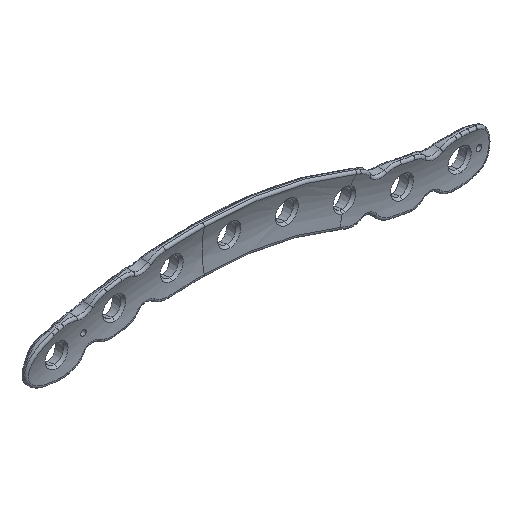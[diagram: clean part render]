
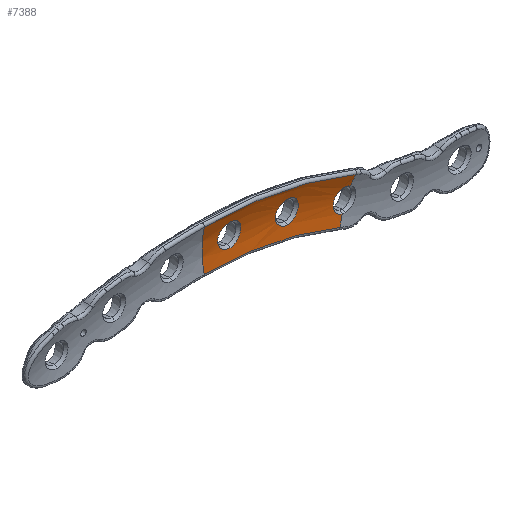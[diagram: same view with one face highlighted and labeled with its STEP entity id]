
A CAD part, isometric view. The second image highlights one B-rep face of the part: STEP entity #7388.
In plain terms, the highlighted toroidal (fillet/blend) face has major radius 84.5 mm and minor radius 20 mm.
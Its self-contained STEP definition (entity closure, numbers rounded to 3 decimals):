
#166=CARTESIAN_POINT('',(-22.046,-0.154,
1.54));
#378=CARTESIAN_POINT('',(-23.953,-0.154,
-3.038));
#1423=CARTESIAN_POINT('',(-23.953,-0.154,
-3.038));
#1424=CARTESIAN_POINT('',(-24.219,-0.158,
-2.964));
#1425=CARTESIAN_POINT('',(-24.732,-0.156,
-2.731));
#1426=CARTESIAN_POINT('',(-25.355,-0.119,
-2.162));
#1427=CARTESIAN_POINT('',(-25.76,-0.067,
-1.448));
#1428=CARTESIAN_POINT('',(-25.92,-0.02,
-0.655));
#1429=CARTESIAN_POINT('',(-25.821,0.004,
0.137));
#1430=CARTESIAN_POINT('',(-25.472,-0.003,
0.857));
#1431=CARTESIAN_POINT('',(-24.904,-0.04,
1.436));
#1432=CARTESIAN_POINT('',(-24.149,-0.093,
1.815));
#1433=CARTESIAN_POINT('',(-23.596,-0.124,
1.892));
#1434=CARTESIAN_POINT('',(-23.322,-0.135,
1.888));
#1436=CARTESIAN_POINT('',(-23.,-20.,-0.75));
#1437=DIRECTION('',(0.923,0.,-0.385));
#1438=DIRECTION('',(-0.089,0.973,-0.214));
#1439=AXIS2_PLACEMENT_3D('',#1436,#1437,#1438);
#1441=CARTESIAN_POINT('',(-55.5,-0.544,-78.75));
#1442=DIRECTION('',(0.,1.,0.));
#1443=DIRECTION('',(0.,0.,1.));
#1444=AXIS2_PLACEMENT_3D('',#1441,#1442,#1443);
#1446=CARTESIAN_POINT('',(-55.5,-0.544,-78.75));
#1447=DIRECTION('',(0.,-1.,0.));
#1448=DIRECTION('',(0.385,0.,0.923));
#1449=AXIS2_PLACEMENT_3D('',#1446,#1447,#1448);
#1451=CARTESIAN_POINT('',(-23.,-20.,-0.75));
#1452=DIRECTION('',(0.923,0.,-0.385));
#1453=DIRECTION('',(0.048,0.992,0.114));
#1454=AXIS2_PLACEMENT_3D('',#1451,#1452,#1453);
#1456=CARTESIAN_POINT('',(-23.322,-0.135,
1.888));
#1457=CARTESIAN_POINT('',(-23.175,-0.141,
1.886));
#1458=CARTESIAN_POINT('',(-22.882,-0.151,
1.856));
#1459=CARTESIAN_POINT('',(-22.458,-0.158,
1.743));
#1460=CARTESIAN_POINT('',(-22.178,-0.157,
1.614));
#1461=CARTESIAN_POINT('',(-22.046,-0.154,
1.54));
#1463=CARTESIAN_POINT('',(-36.313,-0.15,
6.052));
#1464=CARTESIAN_POINT('',(-36.036,-0.157,
6.05));
#1465=CARTESIAN_POINT('',(-35.479,-0.162,
5.957));
#1466=CARTESIAN_POINT('',(-34.726,-0.136,
5.567));
#1467=CARTESIAN_POINT('',(-34.14,-0.088,
4.972));
#1468=CARTESIAN_POINT('',(-33.776,-0.037,
4.238));
#1469=CARTESIAN_POINT('',(-33.665,-0.003,
3.45));
#1470=CARTESIAN_POINT('',(-33.804,0.004,
2.678));
#1471=CARTESIAN_POINT('',(-34.179,-0.02,
1.991));
#1472=CARTESIAN_POINT('',(-34.75,-0.066,
1.448));
#1473=CARTESIAN_POINT('',(-35.489,-0.118,
1.097));
#1474=CARTESIAN_POINT('',(-36.021,-0.142,
1.024));
#1475=CARTESIAN_POINT('',(-36.286,-0.15,
1.027));
#1477=CARTESIAN_POINT('',(-36.286,-0.15,
1.027));
#1478=CARTESIAN_POINT('',(-36.558,-0.157,
1.03));
#1479=CARTESIAN_POINT('',(-37.105,-0.162,
1.119));
#1480=CARTESIAN_POINT('',(-37.847,-0.136,
1.494));
#1481=CARTESIAN_POINT('',(-38.43,-0.088,
2.065));
#1482=CARTESIAN_POINT('',(-38.804,-0.037,
2.774));
#1483=CARTESIAN_POINT('',(-38.937,-0.003,
3.549));
#1484=CARTESIAN_POINT('',(-38.821,0.004,
4.327));
#1485=CARTESIAN_POINT('',(-38.462,-0.02,
5.033));
#1486=CARTESIAN_POINT('',(-37.888,-0.067,
5.604));
#1487=CARTESIAN_POINT('',(-37.133,-0.119,
5.977));
#1488=CARTESIAN_POINT('',(-36.586,-0.143,
6.055));
#1489=CARTESIAN_POINT('',(-36.313,-0.15,
6.052));
#1491=CARTESIAN_POINT('',(-49.295,-0.158,
3.01));
#1492=CARTESIAN_POINT('',(-49.568,-0.16,
3.011));
#1493=CARTESIAN_POINT('',(-50.116,-0.154,
3.096));
#1494=CARTESIAN_POINT('',(-50.857,-0.115,
3.464));
#1495=CARTESIAN_POINT('',(-51.437,-0.063,
4.026));
#1496=CARTESIAN_POINT('',(-51.81,-0.018,
4.727));
#1497=CARTESIAN_POINT('',(-51.945,0.004,
5.501));
#1498=CARTESIAN_POINT('',(-51.829,-0.004,
6.281));
#1499=CARTESIAN_POINT('',(-51.468,-0.041,
6.995));
#1500=CARTESIAN_POINT('',(-50.887,-0.093,
7.575));
#1501=CARTESIAN_POINT('',(-50.126,-0.14,
7.955));
#1502=CARTESIAN_POINT('',(-49.578,-0.155,
8.036));
#1503=CARTESIAN_POINT('',(-49.304,-0.158,
8.035));
#1505=CARTESIAN_POINT('',(-49.304,-0.158,
8.035));
#1506=CARTESIAN_POINT('',(-49.026,-0.16,
8.034));
#1507=CARTESIAN_POINT('',(-48.467,-0.154,
7.945));
#1508=CARTESIAN_POINT('',(-47.713,-0.115,
7.559));
#1509=CARTESIAN_POINT('',(-47.129,-0.063,
6.97));
#1510=CARTESIAN_POINT('',(-46.768,-0.018,
6.245));
#1511=CARTESIAN_POINT('',(-46.656,0.004,
5.463));
#1512=CARTESIAN_POINT('',(-46.795,-0.004,
4.689));
#1513=CARTESIAN_POINT('',(-47.17,-0.041,
3.996));
#1514=CARTESIAN_POINT('',(-47.747,-0.092,
3.445));
#1515=CARTESIAN_POINT('',(-48.494,-0.14,
3.085));
#1516=CARTESIAN_POINT('',(-49.028,-0.155,
3.009));
#1517=CARTESIAN_POINT('',(-49.295,-0.158,
3.01));
#1797=CARTESIAN_POINT('',(-55.5,-20.,5.75));
#1798=DIRECTION('',(1.,0.,0.));
#1799=DIRECTION('',(0.,0.973,-0.232));
#1800=AXIS2_PLACEMENT_3D('',#1797,#1798,#1799);
#4112=CARTESIAN_POINT('',(-21.218,-0.544,
3.528));
#4113=VERTEX_POINT('',#4112);
#4116=CARTESIAN_POINT('',(-55.5,-0.544,10.384));
#4117=VERTEX_POINT('',#4116);
#4170=CARTESIAN_POINT('',(-55.5,-0.544,1.116));
#4171=VERTEX_POINT('',#4170);
#4174=CARTESIAN_POINT('',(-24.782,-0.544,
-5.028));
#4175=VERTEX_POINT('',#4174);
#4260=VERTEX_POINT('',#166);
#4264=VERTEX_POINT('',#378);
#4266=VERTEX_POINT('',#1434);
#4268=VERTEX_POINT('',#1463);
#4269=VERTEX_POINT('',#1475);
#4272=VERTEX_POINT('',#1491);
#4273=VERTEX_POINT('',#1503);
#7358=CARTESIAN_POINT('',(-55.5,-20.,-78.75));
#7359=DIRECTION('',(0.,-1.,0.));
#7360=DIRECTION('',(-0.385,0.,-0.923));
#7361=AXIS2_PLACEMENT_3D('',#7358,#7359,#7360);
#7362=TOROIDAL_SURFACE('',#7361,84.5,20.);
#7364=ORIENTED_EDGE('',*,*,#7363,.F.);
#7365=ORIENTED_EDGE('',*,*,#4565,.F.);
#7366=ORIENTED_EDGE('',*,*,#7348,.F.);
#7368=ORIENTED_EDGE('',*,*,#7367,.T.);
#7370=ORIENTED_EDGE('',*,*,#7369,.F.);
#7371=ORIENTED_EDGE('',*,*,#4514,.F.);
#7373=ORIENTED_EDGE('',*,*,#7372,.F.);
#7374=EDGE_LOOP('',(#7364,#7365,#7366,#7368,#7370,#7371,#7373));
#7375=FACE_OUTER_BOUND('',#7374,.F.);
#7377=ORIENTED_EDGE('',*,*,#7376,.F.);
#7379=ORIENTED_EDGE('',*,*,#7378,.F.);
#7380=EDGE_LOOP('',(#7377,#7379));
#7381=FACE_BOUND('',#7380,.F.);
#7383=ORIENTED_EDGE('',*,*,#7382,.F.);
#7385=ORIENTED_EDGE('',*,*,#7384,.F.);
#7386=EDGE_LOOP('',(#7383,#7385));
#7387=FACE_BOUND('',#7386,.F.);
#7388=ADVANCED_FACE('',(#7375,#7381,#7387),#7362,.F.);
#1435=B_SPLINE_CURVE_WITH_KNOTS('',3,(#1423,#1424,#1425,#1426,#1427,#1428,#1429,
#1430,#1431,#1432,#1433,#1434),.UNSPECIFIED.,.F.,.F.,(4,1,1,1,1,1,1,1,1,4),
(0.,0.111,0.222,0.333,0.444,
0.556,0.667,0.778,0.889,1.),
.UNSPECIFIED.);
#1440=CIRCLE('',#1439,20.);
#1445=CIRCLE('',#1444,79.866);
#1450=CIRCLE('',#1449,89.134);
#1455=CIRCLE('',#1454,20.);
#1462=B_SPLINE_CURVE_WITH_KNOTS('',3,(#1456,#1457,#1458,#1459,#1460,#1461),
.UNSPECIFIED.,.F.,.F.,(4,1,1,4),(0.,0.333,0.667,1.),
.UNSPECIFIED.);
#1476=B_SPLINE_CURVE_WITH_KNOTS('',3,(#1463,#1464,#1465,#1466,#1467,#1468,#1469,
#1470,#1471,#1472,#1473,#1474,#1475),.UNSPECIFIED.,.F.,.F.,(4,1,1,1,1,1,1,1,1,1,
4),(0.,0.1,0.2,0.3,
0.4,0.5,0.6,0.7,
0.8,0.9,1.),.UNSPECIFIED.);
#1490=B_SPLINE_CURVE_WITH_KNOTS('',3,(#1477,#1478,#1479,#1480,#1481,#1482,#1483,
#1484,#1485,#1486,#1487,#1488,#1489),.UNSPECIFIED.,.F.,.F.,(4,1,1,1,1,1,1,1,1,1,
4),(0.,0.1,0.2,0.3,
0.4,0.5,0.6,0.7,
0.8,0.9,1.),.UNSPECIFIED.);
#1504=B_SPLINE_CURVE_WITH_KNOTS('',3,(#1491,#1492,#1493,#1494,#1495,#1496,#1497,
#1498,#1499,#1500,#1501,#1502,#1503),.UNSPECIFIED.,.F.,.F.,(4,1,1,1,1,1,1,1,1,1,
4),(0.,0.1,0.2,0.3,
0.4,0.5,0.6,0.7,
0.8,0.9,1.),.UNSPECIFIED.);
#1518=B_SPLINE_CURVE_WITH_KNOTS('',3,(#1505,#1506,#1507,#1508,#1509,#1510,#1511,
#1512,#1513,#1514,#1515,#1516,#1517),.UNSPECIFIED.,.F.,.F.,(4,1,1,1,1,1,1,1,1,1,
4),(0.,0.1,0.2,0.3,
0.4,0.5,0.6,0.7,
0.8,0.9,1.),.UNSPECIFIED.);
#1801=CIRCLE('',#1800,20.);
#4514=EDGE_CURVE('',#4260,#4113,#1455,.T.);
#4565=EDGE_CURVE('',#4175,#4264,#1440,.T.);
#7348=EDGE_CURVE('',#4171,#4175,#1445,.T.);
#7363=EDGE_CURVE('',#4264,#4266,#1435,.T.);
#7367=EDGE_CURVE('',#4171,#4117,#1801,.T.);
#7369=EDGE_CURVE('',#4113,#4117,#1450,.T.);
#7372=EDGE_CURVE('',#4266,#4260,#1462,.T.);
#7376=EDGE_CURVE('',#4268,#4269,#1476,.T.);
#7378=EDGE_CURVE('',#4269,#4268,#1490,.T.);
#7382=EDGE_CURVE('',#4272,#4273,#1504,.T.);
#7384=EDGE_CURVE('',#4273,#4272,#1518,.T.);
